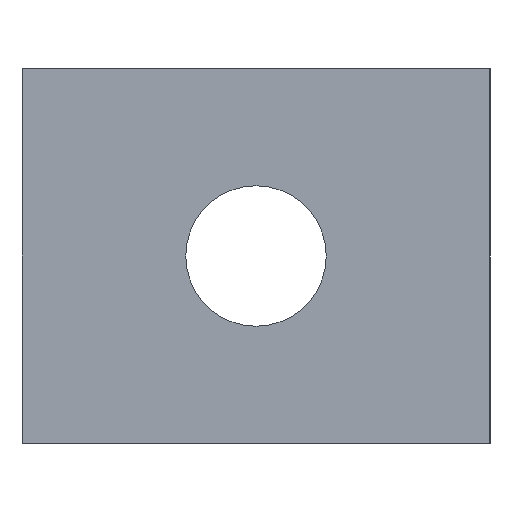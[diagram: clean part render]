
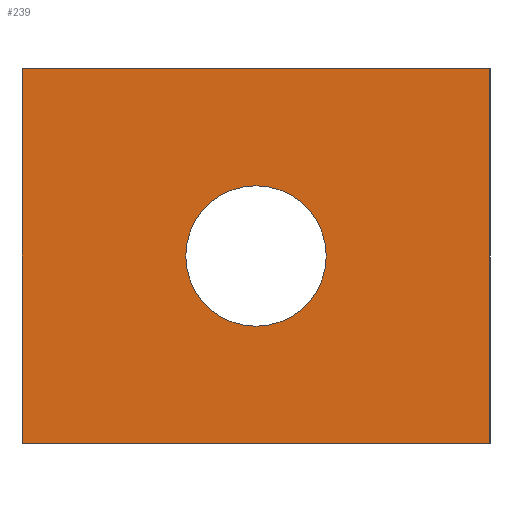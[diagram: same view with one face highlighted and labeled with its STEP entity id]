
A CAD part, left-side view. The second image highlights one B-rep face of the part: STEP entity #239.
In plain terms, the highlighted planar face has unit normal (-1, 0, 0).
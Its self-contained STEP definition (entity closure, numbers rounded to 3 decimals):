
#2 = VECTOR ( 'NONE', #266, 1000. ) ;
#3 = EDGE_CURVE ( 'NONE', #197, #252, #300, .T. ) ;
#8 = PLANE ( 'NONE',  #189 ) ;
#11 = CIRCLE ( 'NONE', #263, 1.5 ) ;
#17 = VERTEX_POINT ( 'NONE', #174 ) ;
#19 = VERTEX_POINT ( 'NONE', #195 ) ;
#23 = EDGE_LOOP ( 'NONE', ( #87, #282 ) ) ;
#32 = VERTEX_POINT ( 'NONE', #101 ) ;
#46 = ORIENTED_EDGE ( 'NONE', *, *, #141, .T. ) ;
#49 = EDGE_CURVE ( 'NONE', #197, #19, #269, .T. ) ;
#50 = VECTOR ( 'NONE', #192, 1000. ) ;
#54 = FACE_OUTER_BOUND ( 'NONE', #164, .T. ) ;
#61 = CARTESIAN_POINT ( 'NONE',  ( -11.638, 9.498, 0. ) ) ;
#80 = CARTESIAN_POINT ( 'NONE',  ( -11.638, 4.498, 4. ) ) ;
#81 = DIRECTION ( 'NONE',  ( 0., 0., -1. ) ) ;
#87 = ORIENTED_EDGE ( 'NONE', *, *, #178, .T. ) ;
#88 = VECTOR ( 'NONE', #158, 1000. ) ;
#101 = CARTESIAN_POINT ( 'NONE',  ( -11.638, -0.502, 0. ) ) ;
#102 = CARTESIAN_POINT ( 'NONE',  ( -11.638, 9.498, 8. ) ) ;
#117 = VERTEX_POINT ( 'NONE', #248 ) ;
#122 = CIRCLE ( 'NONE', #205, 1.5 ) ;
#123 = CARTESIAN_POINT ( 'NONE',  ( -11.638, -0.502, 8. ) ) ;
#141 = EDGE_CURVE ( 'NONE', #252, #32, #273, .T. ) ;
#142 = ORIENTED_EDGE ( 'NONE', *, *, #159, .F. ) ;
#153 = FACE_BOUND ( 'NONE', #23, .T. ) ;
#155 = DIRECTION ( 'NONE',  ( 1., 0., 0. ) ) ;
#158 = DIRECTION ( 'NONE',  ( 0., -1., 0. ) ) ;
#159 = EDGE_CURVE ( 'NONE', #19, #32, #292, .T. ) ;
#164 = EDGE_LOOP ( 'NONE', ( #46, #142, #168, #307 ) ) ;
#168 = ORIENTED_EDGE ( 'NONE', *, *, #49, .F. ) ;
#173 = DIRECTION ( 'NONE',  ( 1., 0., 0. ) ) ;
#174 = CARTESIAN_POINT ( 'NONE',  ( -11.638, 4.498, 2.5 ) ) ;
#175 = DIRECTION ( 'NONE',  ( 0., 0., -1. ) ) ;
#178 = EDGE_CURVE ( 'NONE', #17, #117, #11, .T. ) ;
#183 = EDGE_CURVE ( 'NONE', #117, #17, #122, .T. ) ;
#189 = AXIS2_PLACEMENT_3D ( 'NONE', #102, #173, #175 ) ;
#192 = DIRECTION ( 'NONE',  ( 0., 0., -1. ) ) ;
#195 = CARTESIAN_POINT ( 'NONE',  ( -11.638, -0.502, 8. ) ) ;
#197 = VERTEX_POINT ( 'NONE', #224 ) ;
#199 = DIRECTION ( 'NONE',  ( 1., 0., 0. ) ) ;
#205 = AXIS2_PLACEMENT_3D ( 'NONE', #80, #199, #219 ) ;
#217 = CARTESIAN_POINT ( 'NONE',  ( -11.638, 4.498, 4. ) ) ;
#219 = DIRECTION ( 'NONE',  ( 0., 0., -1. ) ) ;
#224 = CARTESIAN_POINT ( 'NONE',  ( -11.638, 9.498, 8. ) ) ;
#227 = CARTESIAN_POINT ( 'NONE',  ( -11.638, 9.498, 0. ) ) ;
#239 = ADVANCED_FACE ( 'NONE', ( #153, #54 ), #8, .F. ) ;
#248 = CARTESIAN_POINT ( 'NONE',  ( -11.638, 4.498, 5.5 ) ) ;
#252 = VERTEX_POINT ( 'NONE', #227 ) ;
#263 = AXIS2_PLACEMENT_3D ( 'NONE', #217, #155, #294 ) ;
#266 = DIRECTION ( 'NONE',  ( 0., -1., 0. ) ) ;
#269 = LINE ( 'NONE', #295, #2 ) ;
#273 = LINE ( 'NONE', #61, #88 ) ;
#275 = VECTOR ( 'NONE', #81, 1000. ) ;
#282 = ORIENTED_EDGE ( 'NONE', *, *, #183, .T. ) ;
#292 = LINE ( 'NONE', #123, #50 ) ;
#293 = CARTESIAN_POINT ( 'NONE',  ( -11.638, 9.498, 8. ) ) ;
#294 = DIRECTION ( 'NONE',  ( 0., 0., -1. ) ) ;
#295 = CARTESIAN_POINT ( 'NONE',  ( -11.638, 9.498, 8. ) ) ;
#300 = LINE ( 'NONE', #293, #275 ) ;
#307 = ORIENTED_EDGE ( 'NONE', *, *, #3, .T. ) ;
